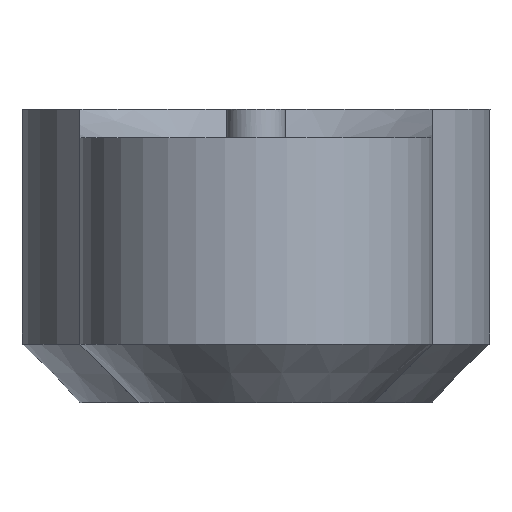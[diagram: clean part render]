
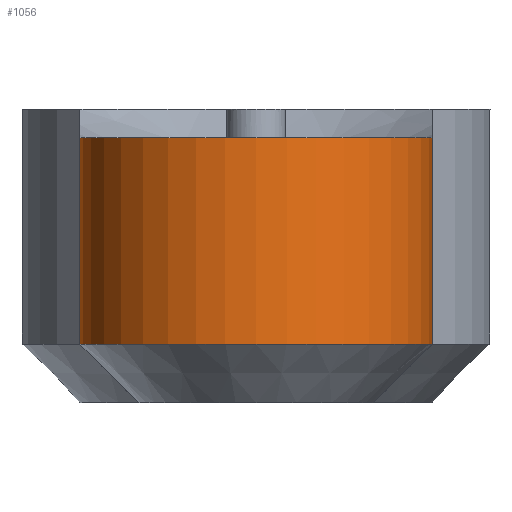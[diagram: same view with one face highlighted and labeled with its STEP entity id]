
A CAD part, front view. The second image highlights one B-rep face of the part: STEP entity #1056.
In plain terms, the highlighted cylindrical face has radius 6 mm (diameter 12 mm), a partial arc.
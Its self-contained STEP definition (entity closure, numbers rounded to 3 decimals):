
#106 = CONICAL_SURFACE('',#107,6.,0.785);
#107 = AXIS2_PLACEMENT_3D('',#108,#109,#110);
#108 = CARTESIAN_POINT('',(100.5,-92.5,-18.));
#109 = DIRECTION('',(0.,0.,1.));
#110 = DIRECTION('',(-1.,0.,-0.));
#392 = VERTEX_POINT('',#393);
#393 = CARTESIAN_POINT('',(94.5,-92.5,-18.));
#428 = PLANE('',#429);
#429 = AXIS2_PLACEMENT_3D('',#430,#431,#432);
#430 = CARTESIAN_POINT('',(94.5,-67.5,-10.));
#431 = DIRECTION('',(1.,0.,0.));
#432 = DIRECTION('',(0.,1.,0.));
#500 = VERTEX_POINT('',#501);
#501 = CARTESIAN_POINT('',(106.5,-92.5,-18.));
#522 = EDGE_CURVE('',#392,#500,#523,.T.);
#523 = SURFACE_CURVE('',#524,(#529,#536),.PCURVE_S1.);
#524 = CIRCLE('',#525,6.);
#525 = AXIS2_PLACEMENT_3D('',#526,#527,#528);
#526 = CARTESIAN_POINT('',(100.5,-92.5,-18.));
#527 = DIRECTION('',(0.,0.,1.));
#528 = DIRECTION('',(-1.,0.,-0.));
#529 = PCURVE('',#106,#530);
#530 = DEFINITIONAL_REPRESENTATION('',(#531),#535);
#531 = LINE('',#532,#533);
#532 = CARTESIAN_POINT('',(0.,0.));
#533 = VECTOR('',#534,1.);
#534 = DIRECTION('',(1.,0.));
#535 = ( GEOMETRIC_REPRESENTATION_CONTEXT(2) 
PARAMETRIC_REPRESENTATION_CONTEXT() REPRESENTATION_CONTEXT('2D SPACE',''
  ) );
#536 = PCURVE('',#537,#542);
#537 = CYLINDRICAL_SURFACE('',#538,6.);
#538 = AXIS2_PLACEMENT_3D('',#539,#540,#541);
#539 = CARTESIAN_POINT('',(100.5,-92.5,-20.));
#540 = DIRECTION('',(-0.,0.,-1.));
#541 = DIRECTION('',(-1.,0.,-0.));
#542 = DEFINITIONAL_REPRESENTATION('',(#543),#547);
#543 = LINE('',#544,#545);
#544 = CARTESIAN_POINT('',(-0.,-2.));
#545 = VECTOR('',#546,1.);
#546 = DIRECTION('',(-1.,0.));
#547 = ( GEOMETRIC_REPRESENTATION_CONTEXT(2) 
PARAMETRIC_REPRESENTATION_CONTEXT() REPRESENTATION_CONTEXT('2D SPACE',''
  ) );
#650 = PLANE('',#651);
#651 = AXIS2_PLACEMENT_3D('',#652,#653,#654);
#652 = CARTESIAN_POINT('',(106.5,-67.5,-10.));
#653 = DIRECTION('',(1.,0.,0.));
#654 = DIRECTION('',(0.,1.,0.));
#888 = EDGE_CURVE('',#889,#392,#891,.T.);
#889 = VERTEX_POINT('',#890);
#890 = CARTESIAN_POINT('',(94.5,-92.5,-10.966));
#891 = SURFACE_CURVE('',#892,(#896,#903),.PCURVE_S1.);
#892 = LINE('',#893,#894);
#893 = CARTESIAN_POINT('',(94.5,-92.5,-10.));
#894 = VECTOR('',#895,1.);
#895 = DIRECTION('',(-0.,0.,-1.));
#896 = PCURVE('',#428,#897);
#897 = DEFINITIONAL_REPRESENTATION('',(#898),#902);
#898 = LINE('',#899,#900);
#899 = CARTESIAN_POINT('',(-25.,0.));
#900 = VECTOR('',#901,1.);
#901 = DIRECTION('',(-0.,-1.));
#902 = ( GEOMETRIC_REPRESENTATION_CONTEXT(2) 
PARAMETRIC_REPRESENTATION_CONTEXT() REPRESENTATION_CONTEXT('2D SPACE',''
  ) );
#903 = PCURVE('',#537,#904);
#904 = DEFINITIONAL_REPRESENTATION('',(#905),#909);
#905 = LINE('',#906,#907);
#906 = CARTESIAN_POINT('',(-0.,-10.));
#907 = VECTOR('',#908,1.);
#908 = DIRECTION('',(0.,1.));
#909 = ( GEOMETRIC_REPRESENTATION_CONTEXT(2) 
PARAMETRIC_REPRESENTATION_CONTEXT() REPRESENTATION_CONTEXT('2D SPACE',''
  ) );
#932 = SPHERICAL_SURFACE('',#933,12.5);
#933 = AXIS2_PLACEMENT_3D('',#934,#935,#936);
#934 = CARTESIAN_POINT('',(100.5,-92.5,0.));
#935 = DIRECTION('',(0.,-1.,0.));
#936 = DIRECTION('',(1.,0.,0.));
#1056 = ADVANCED_FACE('',(#1057),#537,.T.);
#1057 = FACE_BOUND('',#1058,.F.);
#1058 = EDGE_LOOP('',(#1059,#1082,#1083,#1084));
#1059 = ORIENTED_EDGE('',*,*,#1060,.T.);
#1060 = EDGE_CURVE('',#1061,#500,#1063,.T.);
#1061 = VERTEX_POINT('',#1062);
#1062 = CARTESIAN_POINT('',(106.5,-92.5,-10.966));
#1063 = SURFACE_CURVE('',#1064,(#1068,#1075),.PCURVE_S1.);
#1064 = LINE('',#1065,#1066);
#1065 = CARTESIAN_POINT('',(106.5,-92.5,-10.));
#1066 = VECTOR('',#1067,1.);
#1067 = DIRECTION('',(-0.,0.,-1.));
#1068 = PCURVE('',#537,#1069);
#1069 = DEFINITIONAL_REPRESENTATION('',(#1070),#1074);
#1070 = LINE('',#1071,#1072);
#1071 = CARTESIAN_POINT('',(-3.142,-10.));
#1072 = VECTOR('',#1073,1.);
#1073 = DIRECTION('',(-0.,1.));
#1074 = ( GEOMETRIC_REPRESENTATION_CONTEXT(2) 
PARAMETRIC_REPRESENTATION_CONTEXT() REPRESENTATION_CONTEXT('2D SPACE',''
  ) );
#1075 = PCURVE('',#650,#1076);
#1076 = DEFINITIONAL_REPRESENTATION('',(#1077),#1081);
#1077 = LINE('',#1078,#1079);
#1078 = CARTESIAN_POINT('',(-25.,0.));
#1079 = VECTOR('',#1080,1.);
#1080 = DIRECTION('',(-0.,-1.));
#1081 = ( GEOMETRIC_REPRESENTATION_CONTEXT(2) 
PARAMETRIC_REPRESENTATION_CONTEXT() REPRESENTATION_CONTEXT('2D SPACE',''
  ) );
#1082 = ORIENTED_EDGE('',*,*,#522,.F.);
#1083 = ORIENTED_EDGE('',*,*,#888,.F.);
#1084 = ORIENTED_EDGE('',*,*,#1085,.T.);
#1085 = EDGE_CURVE('',#889,#1061,#1086,.T.);
#1086 = SURFACE_CURVE('',#1087,(#1092,#1099),.PCURVE_S1.);
#1087 = CIRCLE('',#1088,6.);
#1088 = AXIS2_PLACEMENT_3D('',#1089,#1090,#1091);
#1089 = CARTESIAN_POINT('',(100.5,-92.5,-10.966));
#1090 = DIRECTION('',(-0.,0.,1.));
#1091 = DIRECTION('',(0.,-1.,0.));
#1092 = PCURVE('',#537,#1093);
#1093 = DEFINITIONAL_REPRESENTATION('',(#1094),#1098);
#1094 = LINE('',#1095,#1096);
#1095 = CARTESIAN_POINT('',(4.712,-9.034));
#1096 = VECTOR('',#1097,1.);
#1097 = DIRECTION('',(-1.,0.));
#1098 = ( GEOMETRIC_REPRESENTATION_CONTEXT(2) 
PARAMETRIC_REPRESENTATION_CONTEXT() REPRESENTATION_CONTEXT('2D SPACE',''
  ) );
#1099 = PCURVE('',#932,#1100);
#1100 = DEFINITIONAL_REPRESENTATION('',(#1101),#1134);
#1101 = B_SPLINE_CURVE_WITH_KNOTS('',7,(#1102,#1103,#1104,#1105,#1106,
    #1107,#1108,#1109,#1110,#1111,#1112,#1113,#1114,#1115,#1116,#1117,
    #1118,#1119,#1120,#1121,#1122,#1123,#1124,#1125,#1126,#1127,#1128,
    #1129,#1130,#1131,#1132,#1133),.UNSPECIFIED.,.F.,.F.,(8,6,6,6,6,8),(
    4.712,5.498,6.087,6.529,
    7.191,7.854),.UNSPECIFIED.);
#1102 = CARTESIAN_POINT('',(-2.071,0.));
#1103 = CARTESIAN_POINT('',(-2.071,0.054));
#1104 = CARTESIAN_POINT('',(-2.065,0.108));
#1105 = CARTESIAN_POINT('',(-2.053,0.161));
#1106 = CARTESIAN_POINT('',(-2.034,0.212));
#1107 = CARTESIAN_POINT('',(-2.009,0.261));
#1108 = CARTESIAN_POINT('',(-1.978,0.306));
#1109 = CARTESIAN_POINT('',(-1.912,0.377));
#1110 = CARTESIAN_POINT('',(-1.88,0.404));
#1111 = CARTESIAN_POINT('',(-1.845,0.429));
#1112 = CARTESIAN_POINT('',(-1.806,0.45));
#1113 = CARTESIAN_POINT('',(-1.765,0.468));
#1114 = CARTESIAN_POINT('',(-1.722,0.481));
#1115 = CARTESIAN_POINT('',(-1.644,0.497));
#1116 = CARTESIAN_POINT('',(-1.609,0.501));
#1117 = CARTESIAN_POINT('',(-1.575,0.503));
#1118 = CARTESIAN_POINT('',(-1.54,0.502));
#1119 = CARTESIAN_POINT('',(-1.505,0.499));
#1120 = CARTESIAN_POINT('',(-1.472,0.493));
#1121 = CARTESIAN_POINT('',(-1.389,0.472));
#1122 = CARTESIAN_POINT('',(-1.342,0.454));
#1123 = CARTESIAN_POINT('',(-1.298,0.431));
#1124 = CARTESIAN_POINT('',(-1.258,0.403));
#1125 = CARTESIAN_POINT('',(-1.222,0.372));
#1126 = CARTESIAN_POINT('',(-1.19,0.337));
#1127 = CARTESIAN_POINT('',(-1.137,0.262));
#1128 = CARTESIAN_POINT('',(-1.114,0.222));
#1129 = CARTESIAN_POINT('',(-1.097,0.18));
#1130 = CARTESIAN_POINT('',(-1.083,0.136));
#1131 = CARTESIAN_POINT('',(-1.075,0.091));
#1132 = CARTESIAN_POINT('',(-1.07,0.045));
#1133 = CARTESIAN_POINT('',(-1.07,0.));
#1134 = ( GEOMETRIC_REPRESENTATION_CONTEXT(2) 
PARAMETRIC_REPRESENTATION_CONTEXT() REPRESENTATION_CONTEXT('2D SPACE',''
  ) );
